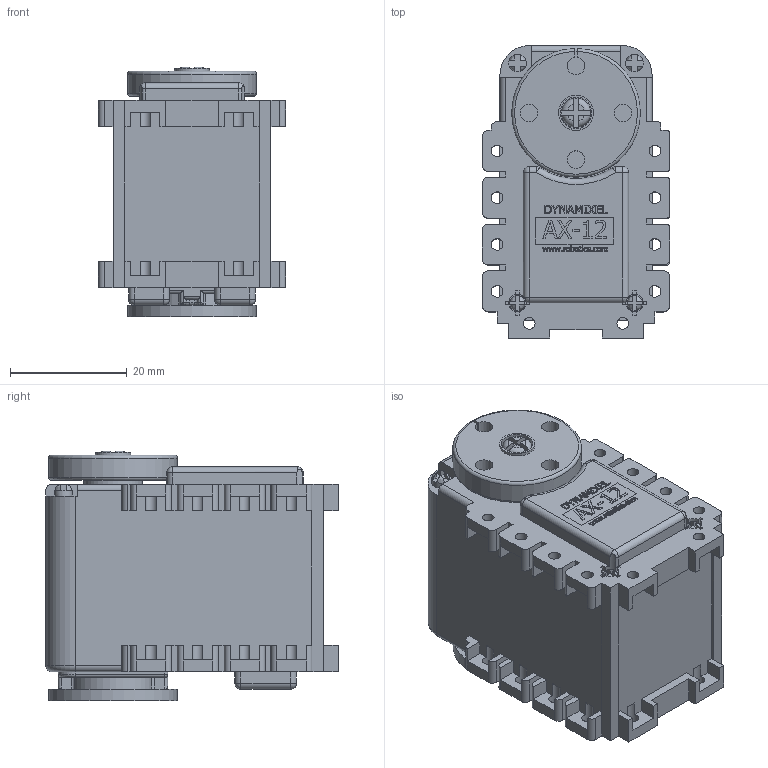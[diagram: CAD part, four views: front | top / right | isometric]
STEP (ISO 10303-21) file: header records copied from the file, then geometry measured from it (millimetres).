
FILE_DESCRIPTION(/* description */ (''),/* implementation_level */ '2;1');
FILE_NAME(/* name */ 'Assembly.stp',/* time_stamp */ '2020-05-28T10:23:35-07:00',/* author */ ('izuwa'),/* organization */ (''),/* preprocessor_version */ 'ST-DEVELOPER v18.1',/* originating_system */ 'Autodesk Inventor 2021',/* authorisation */ '');
FILE_SCHEMA (('AUTOMOTIVE_DESIGN { 1 0 10303 214 3 1 1 }'));
Length unit declared in the file: millimetre
Products named in the file (3): Assembly; ax-12; B11
Assembly tree (2 placements, depth 2):
  Assembly
    ax-12
    B11
Bounding box: 32 x 50 x 42.7 mm (x, y, z)
Volume: 44153.8 mm3; surface area: 12008 mm2
Topology: 2 solids, 2 shells, 1043 faces, 2771 edges, 1779 vertices
Faces by surface type: plane 709, cylinder 166, bspline 130, sphere 20, torus 18
Full cylindrical faces by diameter (mm): 1.298 x1, 1.5 x4, 2 x20, 2.6 x2, 3 x7, 4 x2, 5 x1, 5.4 x1, 6 x1, 7 x1, 9 x2, 10 x1, 22 x1
Entity records: 33446 total; most frequent: CARTESIAN_POINT 7720, ORIENTED_EDGE 5542, DIRECTION 4777, EDGE_CURVE 2771, LINE 2049, VECTOR 2049, VERTEX_POINT 1779, AXIS2_PLACEMENT_3D 1364
